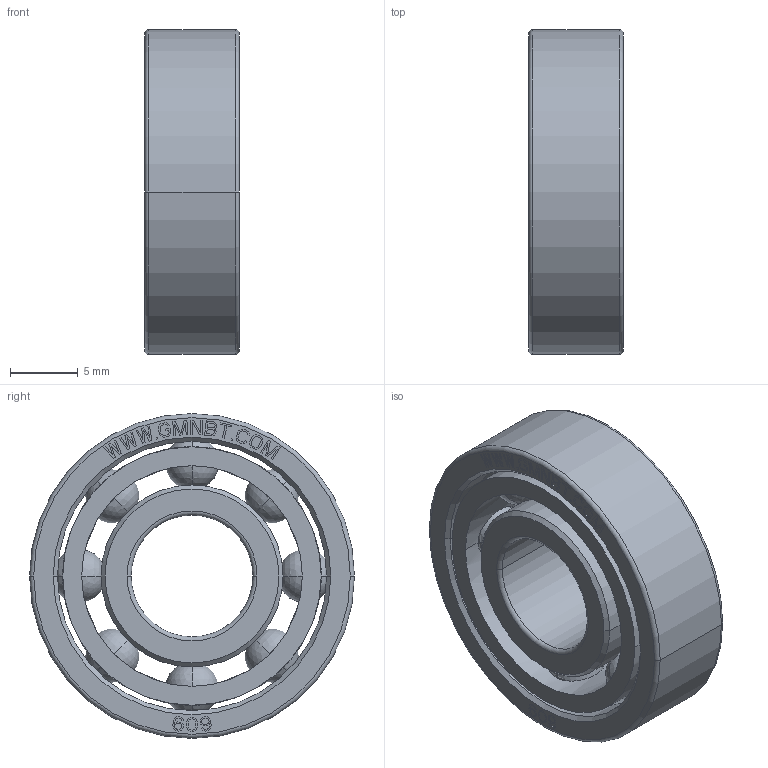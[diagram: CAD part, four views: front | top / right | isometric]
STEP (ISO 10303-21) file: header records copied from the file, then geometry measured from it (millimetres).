
FILE_DESCRIPTION((''),'2;1');
FILE_NAME('609_PRT','2014-11-17T',('sales 4'),(''),'PRO/ENGINEER BY PARAMETRIC TECHNOLOGY CORPORATION, 2013150','PRO/ENGINEER BY PARAMETRIC TECHNOLOGY CORPORATION, 2013150','');
FILE_SCHEMA(('AUTOMOTIVE_DESIGN { 1 0 10303 214 1 1 1 1 }'));
Length unit declared in the file: millimetre
Products named in the file (1): 609_PRT
Bounding box: 7.01 x 24 x 24 mm (x, y, z)
Volume: 2100 mm3; surface area: 3089.6 mm2
Topology: 11 solids, 11 shells, 518 faces, 1450 edges, 940 vertices
Faces by surface type: plane 450, cylinder 32, sphere 16, torus 12, cone 8
Entity records: 22153 total; most frequent: CARTESIAN_POINT 4324, ORIENTED_EDGE 2836, DIRECTION 2498, PRESENTATION_STYLE_ASSIGNMENT 1451, STYLED_ITEM 1429, CURVE_STYLE 1418, EDGE_CURVE 1418, VECTOR 1310
